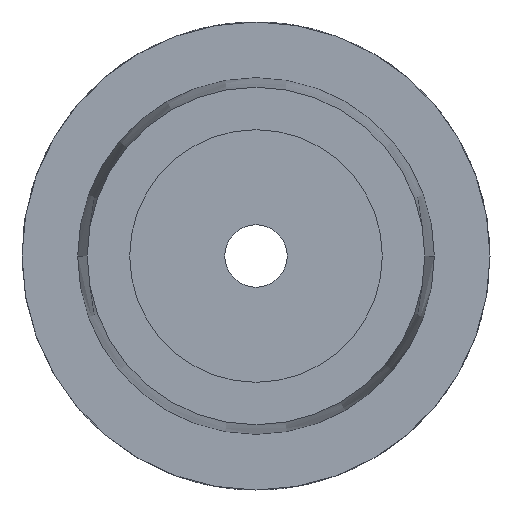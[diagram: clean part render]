
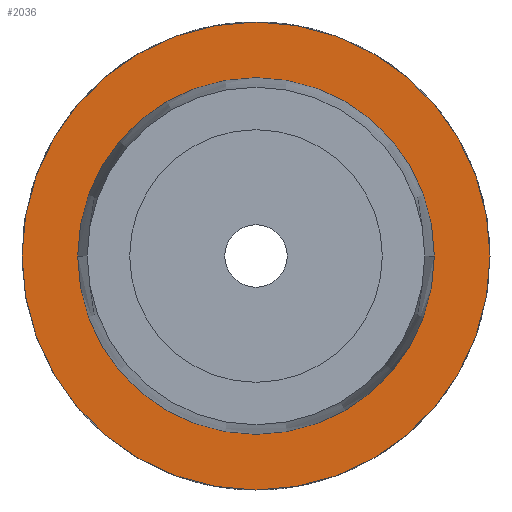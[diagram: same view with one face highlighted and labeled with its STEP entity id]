
A CAD part, left-side view. The second image highlights one B-rep face of the part: STEP entity #2036.
In plain terms, the highlighted planar face has unit normal (-1, 0, 0).
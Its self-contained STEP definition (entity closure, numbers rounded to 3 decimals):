
#537=CARTESIAN_POINT('',(0.,0.,0.));
#538=DIRECTION('',(1.,0.,0.));
#539=DIRECTION('',(0.,1.,0.));
#540=AXIS2_PLACEMENT_3D('',#537,#538,#539);
#559=CARTESIAN_POINT('',(0.,0.,0.));
#560=DIRECTION('',(-1.,0.,0.));
#561=DIRECTION('',(0.,1.,0.));
#562=AXIS2_PLACEMENT_3D('',#559,#560,#561);
#567=CARTESIAN_POINT('',(0.,0.,0.));
#568=DIRECTION('',(1.,0.,0.));
#569=DIRECTION('',(0.,1.,0.));
#570=AXIS2_PLACEMENT_3D('',#567,#568,#569);
#575=CARTESIAN_POINT('',(0.,0.,0.));
#576=DIRECTION('',(-1.,0.,0.));
#577=DIRECTION('',(0.,1.,0.));
#578=AXIS2_PLACEMENT_3D('',#575,#576,#577);
#1368=CARTESIAN_POINT('',(0.,31.5,0.));
#1370=VERTEX_POINT('',#1368);
#1371=CARTESIAN_POINT('',(0.,24.005,0.));
#1373=VERTEX_POINT('',#1371);
#1376=CARTESIAN_POINT('',(0.,-31.5,0.));
#1378=VERTEX_POINT('',#1376);
#1379=CARTESIAN_POINT('',(0.,-24.005,0.));
#1381=VERTEX_POINT('',#1379);
#2021=CARTESIAN_POINT('',(0.,0.,0.));
#2022=DIRECTION('',(1.,0.,0.));
#2023=DIRECTION('',(0.,-1.,0.));
#2024=AXIS2_PLACEMENT_3D('',#2021,#2022,#2023);
#2025=PLANE('',#2024);
#2027=ORIENTED_EDGE('',*,*,#2026,.T.);
#2029=ORIENTED_EDGE('',*,*,#2028,.F.);
#2030=EDGE_LOOP('',(#2027,#2029));
#2031=FACE_OUTER_BOUND('',#2030,.F.);
#2032=ORIENTED_EDGE('',*,*,#2016,.T.);
#2033=ORIENTED_EDGE('',*,*,#2000,.F.);
#2034=EDGE_LOOP('',(#2032,#2033));
#2035=FACE_BOUND('',#2034,.F.);
#541=CIRCLE('',#540,24.005);
#563=CIRCLE('',#562,24.005);
#571=CIRCLE('',#570,31.5);
#579=CIRCLE('',#578,31.5);
#2000=EDGE_CURVE('',#1373,#1381,#541,.T.);
#2016=EDGE_CURVE('',#1373,#1381,#563,.T.);
#2026=EDGE_CURVE('',#1370,#1378,#571,.T.);
#2028=EDGE_CURVE('',#1370,#1378,#579,.T.);
#2036=ADVANCED_FACE('',(#2031,#2035),#2025,.F.);
